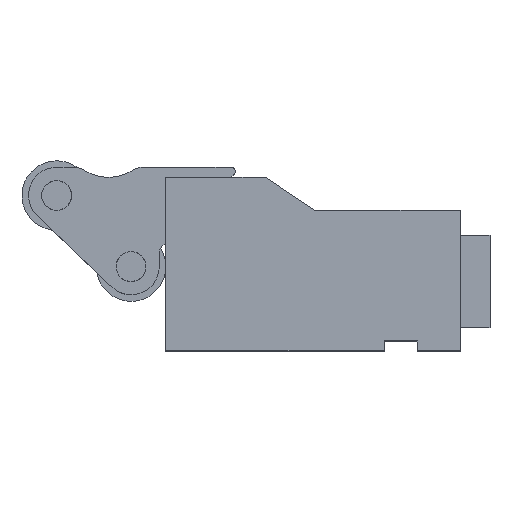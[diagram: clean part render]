
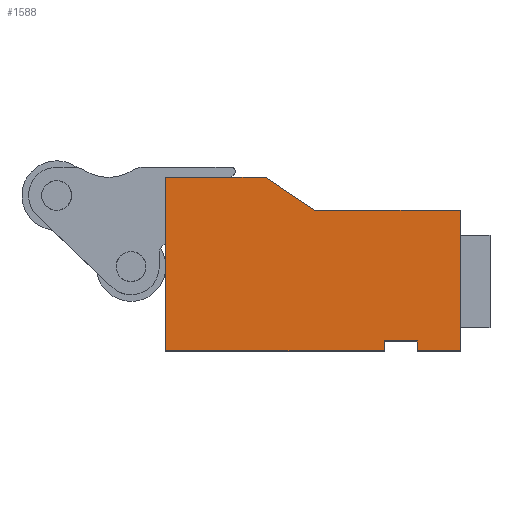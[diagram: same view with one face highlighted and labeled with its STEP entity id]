
A CAD part, top view. The second image highlights one B-rep face of the part: STEP entity #1588.
In plain terms, the highlighted planar face has unit normal (0, 0, 1).
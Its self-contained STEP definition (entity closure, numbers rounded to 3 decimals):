
#302=CARTESIAN_POINT('Vertex',(178.,85.,105.)) ;
#316=CARTESIAN_POINT('Vertex',(90.,85.,105.)) ;
#319=CARTESIAN_POINT('Line Origine',(134.,85.,105.)) ;
#391=CARTESIAN_POINT('Vertex',(60.,105.,105.)) ;
#394=CARTESIAN_POINT('Line Origine',(75.,95.,105.)) ;
#799=CARTESIAN_POINT('Vertex',(0.,0.,105.)) ;
#802=CARTESIAN_POINT('Line Origine',(0.,52.5,105.)) ;
#806=CARTESIAN_POINT('Vertex',(0.,105.,105.)) ;
#1124=CARTESIAN_POINT('Vertex',(178.,0.,105.)) ;
#1132=CARTESIAN_POINT('Line Origine',(178.,42.5,105.)) ;
#1452=CARTESIAN_POINT('Line Origine',(30.,105.,105.)) ;
#1538=CARTESIAN_POINT('Axis2P3D Location',(0.,0.,105.)) ;
#1543=CARTESIAN_POINT('Line Origine',(165.,0.,105.)) ;
#1547=CARTESIAN_POINT('Vertex',(152.,0.,105.)) ;
#1550=CARTESIAN_POINT('Line Origine',(66.,0.,105.)) ;
#1554=CARTESIAN_POINT('Vertex',(132.,0.,105.)) ;
#1557=CARTESIAN_POINT('Line Origine',(132.,3.,105.)) ;
#1561=CARTESIAN_POINT('Vertex',(132.,6.,105.)) ;
#1564=CARTESIAN_POINT('Line Origine',(142.,6.,105.)) ;
#1568=CARTESIAN_POINT('Vertex',(152.,6.,105.)) ;
#1571=CARTESIAN_POINT('Line Origine',(152.,3.,105.)) ;
#320=DIRECTION('Vector Direction',(-1.,0.,0.)) ;
#395=DIRECTION('Vector Direction',(-0.832,0.555,0.)) ;
#803=DIRECTION('Vector Direction',(0.,-1.,0.)) ;
#1133=DIRECTION('Vector Direction',(0.,1.,0.)) ;
#1453=DIRECTION('Vector Direction',(-1.,0.,0.)) ;
#1539=DIRECTION('Axis2P3D Direction',(0.,0.,1.)) ;
#1540=DIRECTION('Axis2P3D XDirection',(1.,0.,0.)) ;
#1544=DIRECTION('Vector Direction',(1.,0.,0.)) ;
#1551=DIRECTION('Vector Direction',(1.,0.,0.)) ;
#1558=DIRECTION('Vector Direction',(0.,1.,0.)) ;
#1565=DIRECTION('Vector Direction',(-1.,0.,0.)) ;
#1572=DIRECTION('Vector Direction',(0.,-1.,0.)) ;
#1541=AXIS2_PLACEMENT_3D('Plane Axis2P3D',#1538,#1539,#1540) ;
#1577=ORIENTED_EDGE('',*,*,#1549,.T.) ;
#1578=ORIENTED_EDGE('',*,*,#1136,.T.) ;
#1579=ORIENTED_EDGE('',*,*,#323,.F.) ;
#1580=ORIENTED_EDGE('',*,*,#398,.T.) ;
#1581=ORIENTED_EDGE('',*,*,#1456,.T.) ;
#1582=ORIENTED_EDGE('',*,*,#808,.T.) ;
#1583=ORIENTED_EDGE('',*,*,#1556,.T.) ;
#1584=ORIENTED_EDGE('',*,*,#1563,.T.) ;
#1585=ORIENTED_EDGE('',*,*,#1570,.T.) ;
#1586=ORIENTED_EDGE('',*,*,#1575,.T.) ;
#321=VECTOR('Line Direction',#320,1.) ;
#396=VECTOR('Line Direction',#395,1.) ;
#804=VECTOR('Line Direction',#803,1.) ;
#1134=VECTOR('Line Direction',#1133,1.) ;
#1454=VECTOR('Line Direction',#1453,1.) ;
#1545=VECTOR('Line Direction',#1544,1.) ;
#1552=VECTOR('Line Direction',#1551,1.) ;
#1559=VECTOR('Line Direction',#1558,1.) ;
#1566=VECTOR('Line Direction',#1565,1.) ;
#1573=VECTOR('Line Direction',#1572,1.) ;
#1588=ADVANCED_FACE('CU_CPUS-07000-40_0.1\\PartBody',(#1587),#1542,.T.) ;
#323=EDGE_CURVE('',#317,#303,#322,.F.) ;
#398=EDGE_CURVE('',#317,#392,#397,.T.) ;
#808=EDGE_CURVE('',#807,#800,#805,.T.) ;
#1136=EDGE_CURVE('',#1125,#303,#1135,.T.) ;
#1456=EDGE_CURVE('',#392,#807,#1455,.T.) ;
#1549=EDGE_CURVE('',#1548,#1125,#1546,.T.) ;
#1556=EDGE_CURVE('',#800,#1555,#1553,.T.) ;
#1563=EDGE_CURVE('',#1555,#1562,#1560,.T.) ;
#1570=EDGE_CURVE('',#1562,#1569,#1567,.F.) ;
#1575=EDGE_CURVE('',#1569,#1548,#1574,.T.) ;
#1576=EDGE_LOOP('',(#1577,#1578,#1579,#1580,#1581,#1582,#1583,#1584,#1585,#1586)) ;
#1587=FACE_OUTER_BOUND('',#1576,.T.) ;
#322=LINE('Line',#319,#321) ;
#397=LINE('Line',#394,#396) ;
#805=LINE('Line',#802,#804) ;
#1135=LINE('Line',#1132,#1134) ;
#1455=LINE('Line',#1452,#1454) ;
#1546=LINE('Line',#1543,#1545) ;
#1553=LINE('Line',#1550,#1552) ;
#1560=LINE('Line',#1557,#1559) ;
#1567=LINE('Line',#1564,#1566) ;
#1574=LINE('Line',#1571,#1573) ;
#1542=PLANE('Plane',#1541) ;
#303=VERTEX_POINT('',#302) ;
#317=VERTEX_POINT('',#316) ;
#392=VERTEX_POINT('',#391) ;
#800=VERTEX_POINT('',#799) ;
#807=VERTEX_POINT('',#806) ;
#1125=VERTEX_POINT('',#1124) ;
#1548=VERTEX_POINT('',#1547) ;
#1555=VERTEX_POINT('',#1554) ;
#1562=VERTEX_POINT('',#1561) ;
#1569=VERTEX_POINT('',#1568) ;
